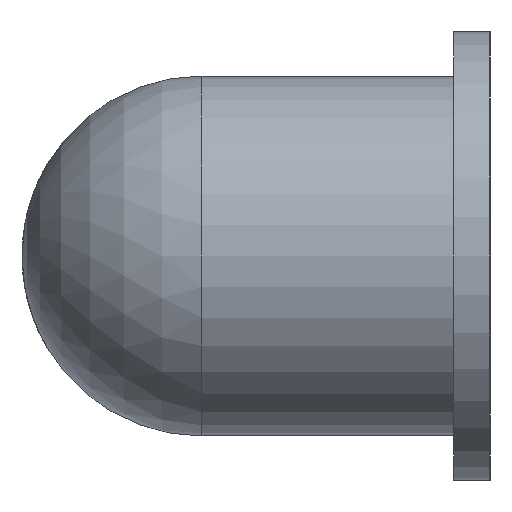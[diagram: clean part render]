
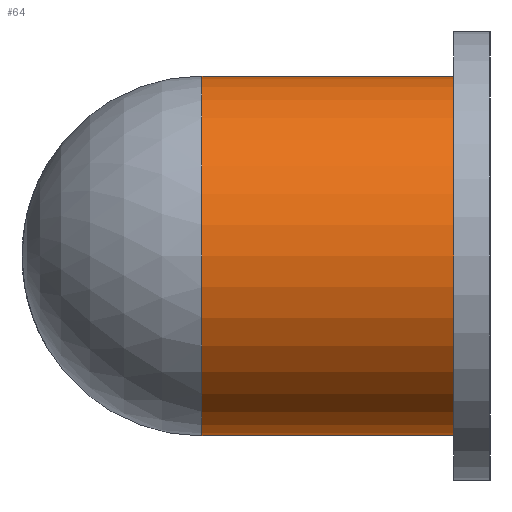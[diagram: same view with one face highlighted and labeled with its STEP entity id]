
A CAD part, left-side view. The second image highlights one B-rep face of the part: STEP entity #64.
In plain terms, the highlighted cylindrical face has radius 5 mm (diameter 10 mm), a partial arc.
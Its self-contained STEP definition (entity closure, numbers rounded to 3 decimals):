
#64 = ADVANCED_FACE( '', ( #136 ), #137, .T. );
#136 = FACE_OUTER_BOUND( '', #211, .T. );
#137 = CYLINDRICAL_SURFACE( '', #212, 5. );
#211 = EDGE_LOOP( '', ( #331, #332, #333, #334 ) );
#212 = AXIS2_PLACEMENT_3D( '', #335, #336, #337 );
#331 = ORIENTED_EDGE( '', *, *, #453, .F. );
#332 = ORIENTED_EDGE( '', *, *, #454, .F. );
#333 = ORIENTED_EDGE( '', *, *, #446, .T. );
#334 = ORIENTED_EDGE( '', *, *, #430, .F. );
#335 = CARTESIAN_POINT( '', ( -13.5, 13., 0. ) );
#336 = DIRECTION( '', ( 0., -1., 0. ) );
#337 = DIRECTION( '', ( 0., 0., 1. ) );
#430 = EDGE_CURVE( '', #474, #508, #509, .T. );
#446 = EDGE_CURVE( '', #530, #508, #533, .T. );
#453 = EDGE_CURVE( '', #472, #474, #541, .T. );
#454 = EDGE_CURVE( '', #530, #472, #542, .T. );
#472 = VERTEX_POINT( '', #562 );
#474 = VERTEX_POINT( '', #565 );
#508 = VERTEX_POINT( '', #665 );
#509 = LINE( '', #666, #667 );
#530 = VERTEX_POINT( '', #694 );
#533 = CIRCLE( '', #698, 5. );
#541 = CIRCLE( '', #708, 5. );
#542 = LINE( '', #709, #710 );
#562 = CARTESIAN_POINT( '', ( -13.5, 8., -5. ) );
#565 = CARTESIAN_POINT( '', ( -13.5, 8., 5. ) );
#665 = CARTESIAN_POINT( '', ( -13.5, 1., 5. ) );
#666 = CARTESIAN_POINT( '', ( -13.5, 8., 5. ) );
#667 = VECTOR( '', #759, 1000. );
#694 = CARTESIAN_POINT( '', ( -13.5, 1., -5. ) );
#698 = AXIS2_PLACEMENT_3D( '', #782, #783, #784 );
#708 = AXIS2_PLACEMENT_3D( '', #790, #791, #792 );
#709 = CARTESIAN_POINT( '', ( -13.5, 1., -5. ) );
#710 = VECTOR( '', #793, 1000. );
#759 = DIRECTION( '', ( 0., -1., 0. ) );
#782 = CARTESIAN_POINT( '', ( -13.5, 1., 0. ) );
#783 = DIRECTION( '', ( 0., 1., 0. ) );
#784 = DIRECTION( '', ( 0., 0., 1. ) );
#790 = CARTESIAN_POINT( '', ( -13.5, 8., 0. ) );
#791 = DIRECTION( '', ( 0., 1., 0. ) );
#792 = DIRECTION( '', ( 0., 0., 1. ) );
#793 = DIRECTION( '', ( 0., 1., 0. ) );
